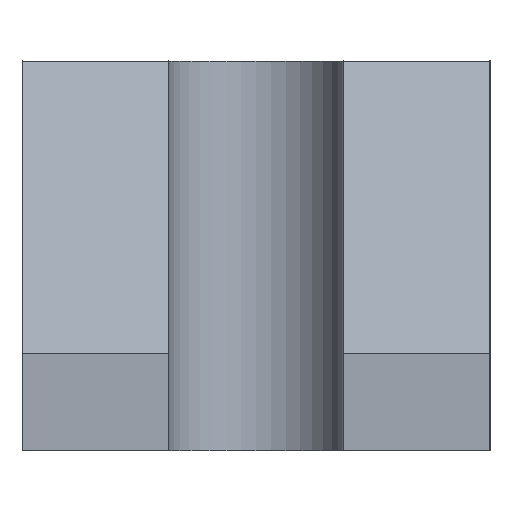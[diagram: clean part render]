
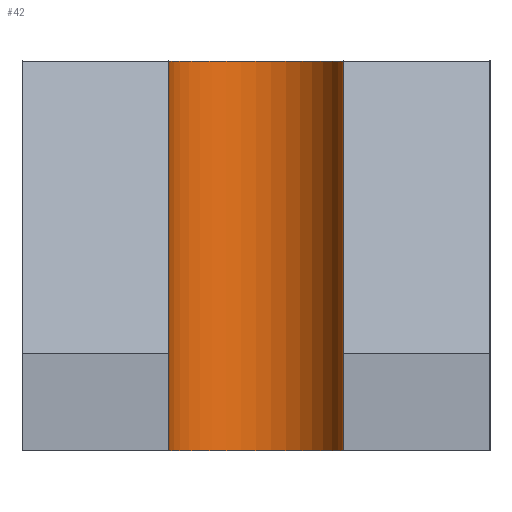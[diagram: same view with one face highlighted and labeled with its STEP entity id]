
A CAD part, left-side view. The second image highlights one B-rep face of the part: STEP entity #42.
In plain terms, the highlighted cylindrical face has radius 9 mm (diameter 18 mm), a partial arc.
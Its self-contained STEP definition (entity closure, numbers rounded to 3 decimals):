
#11 = ORIENTED_EDGE ( 'NONE', *, *, #238, .F. ) ;
#42 = ADVANCED_FACE ( 'NONE', ( #430 ), #107, .F. ) ;
#53 = CARTESIAN_POINT ( 'NONE',  ( 0., 9., 0. ) ) ;
#62 = CARTESIAN_POINT ( 'NONE',  ( 0., 9., 0. ) ) ;
#103 = ORIENTED_EDGE ( 'NONE', *, *, #310, .F. ) ;
#107 = CYLINDRICAL_SURFACE ( 'NONE', #134, 9. ) ;
#121 = CIRCLE ( 'NONE', #356, 9. ) ;
#128 = VECTOR ( 'NONE', #476, 1000. ) ;
#134 = AXIS2_PLACEMENT_3D ( 'NONE', #424, #138, #286 ) ;
#138 = DIRECTION ( 'NONE',  ( 0., 0., 1. ) ) ;
#147 = VERTEX_POINT ( 'NONE', #62 ) ;
#157 = ORIENTED_EDGE ( 'NONE', *, *, #188, .T. ) ;
#188 = EDGE_CURVE ( 'NONE', #147, #277, #414, .T. ) ;
#189 = DIRECTION ( 'NONE',  ( 0., 0., -1. ) ) ;
#214 = ORIENTED_EDGE ( 'NONE', *, *, #355, .F. ) ;
#226 = LINE ( 'NONE', #360, #128 ) ;
#230 = EDGE_LOOP ( 'NONE', ( #157, #103, #11, #214 ) ) ;
#238 = EDGE_CURVE ( 'NONE', #459, #467, #121, .T. ) ;
#254 = CARTESIAN_POINT ( 'NONE',  ( 0., 9., 40. ) ) ;
#259 = DIRECTION ( 'NONE',  ( 0., 1., 0. ) ) ;
#260 = DIRECTION ( 'NONE',  ( 0., 1., 0. ) ) ;
#265 = CARTESIAN_POINT ( 'NONE',  ( 0., 0., 40. ) ) ;
#277 = VERTEX_POINT ( 'NONE', #404 ) ;
#286 = DIRECTION ( 'NONE',  ( 0., 1., 0. ) ) ;
#296 = CARTESIAN_POINT ( 'NONE',  ( 0., 0., 0. ) ) ;
#301 = AXIS2_PLACEMENT_3D ( 'NONE', #296, #437, #259 ) ;
#310 = EDGE_CURVE ( 'NONE', #467, #277, #226, .T. ) ;
#342 = DIRECTION ( 'NONE',  ( 0., 0., 1. ) ) ;
#355 = EDGE_CURVE ( 'NONE', #147, #459, #382, .T. ) ;
#356 = AXIS2_PLACEMENT_3D ( 'NONE', #265, #189, #260 ) ;
#360 = CARTESIAN_POINT ( 'NONE',  ( 0., -9., 0. ) ) ;
#382 = LINE ( 'NONE', #53, #405 ) ;
#384 = CARTESIAN_POINT ( 'NONE',  ( 0., -9., 40. ) ) ;
#404 = CARTESIAN_POINT ( 'NONE',  ( 0., -9., 0. ) ) ;
#405 = VECTOR ( 'NONE', #342, 1000. ) ;
#414 = CIRCLE ( 'NONE', #301, 9. ) ;
#424 = CARTESIAN_POINT ( 'NONE',  ( 0., 0., 0. ) ) ;
#430 = FACE_OUTER_BOUND ( 'NONE', #230, .T. ) ;
#437 = DIRECTION ( 'NONE',  ( 0., 0., -1. ) ) ;
#459 = VERTEX_POINT ( 'NONE', #254 ) ;
#467 = VERTEX_POINT ( 'NONE', #384 ) ;
#476 = DIRECTION ( 'NONE',  ( 0., 0., -1. ) ) ;
